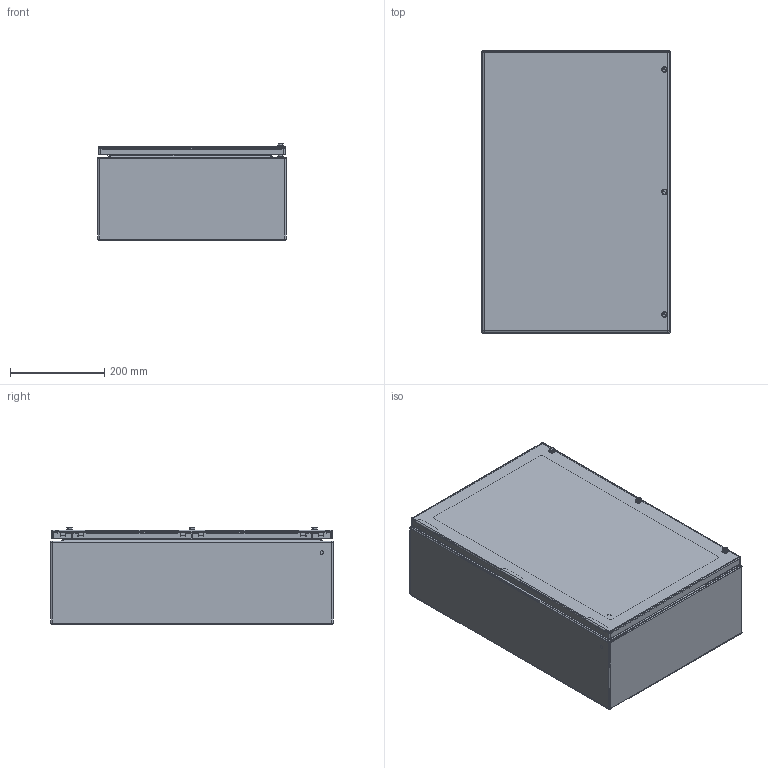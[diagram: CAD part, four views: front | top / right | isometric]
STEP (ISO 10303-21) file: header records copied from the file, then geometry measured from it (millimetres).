
FILE_DESCRIPTION(('CATIA V5 STEP Exchange','CAx-IF Rec.Pracs.--- Model Styling and Organization---1.5--- 2016-08-15','CAx-IF Rec.Pracs.---Supplemental Geometry---1.0---2011-11-01','CAx-IF Rec.Pracs.--- Composite Materials ---1.1---2010-07-15'),'2;1');
FILE_NAME ('2016643-3_0', '2024-11-12T06:53:03+00:00', ('none'), ('Weidmueller'), 'CATIA Version 5-6 Release 2022 SP4 HF5', 'CATIA V5 STEP AP214 v3', 'none');
FILE_SCHEMA(('AUTOMOTIVE_DESIGN { 1 0 10303 214 1 1 1 1 }'));
Length unit declared in the file: millimetre
Products named in the file (1): HS_KEBi_600x400x200_0GP
Bounding box: 400 x 600 x 205.6 mm (x, y, z)
Volume: 1714433.9 mm3; surface area: 2031310 mm2
Topology: 22 solids, 22 shells, 984 faces, 2729 edges, 1820 vertices
Faces by surface type: cylinder 398, plane 344, cone 106, torus 84, bspline 28, sphere 24
Entity records: 32369 total; most frequent: CARTESIAN_POINT 9541, ORIENTED_EDGE 5374, DIRECTION 3605, EDGE_CURVE 2687, VERTEX_POINT 1820, AXIS2_PLACEMENT_3D 1705, VECTOR 1164, LINE 1164
